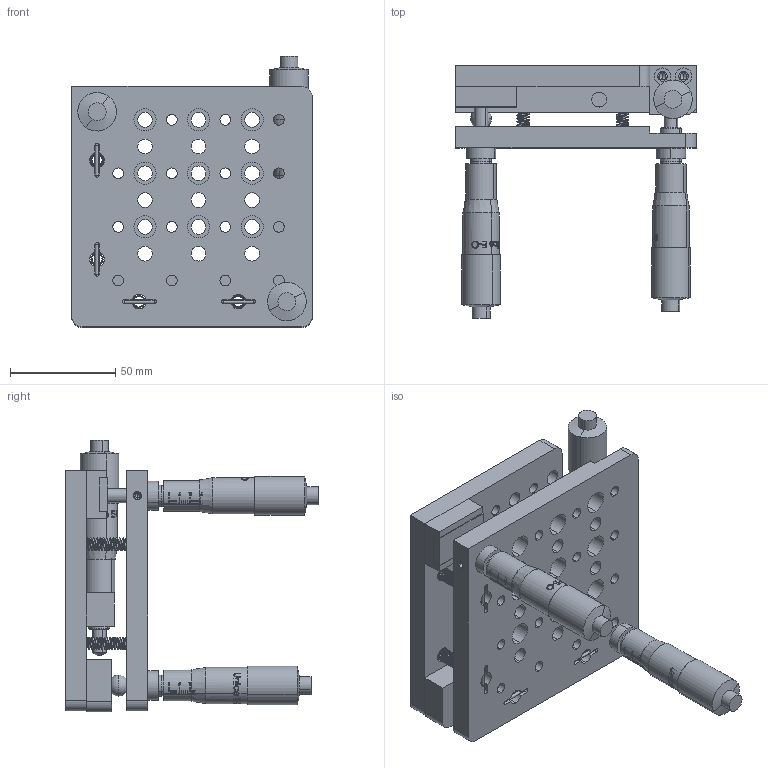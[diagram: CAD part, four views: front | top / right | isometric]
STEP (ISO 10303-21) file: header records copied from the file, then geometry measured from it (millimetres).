
FILE_DESCRIPTION (( 'STEP AP203' ), '1' );
FILE_NAME ('05TRP-4.STEP', '2016-04-21T08:49:18', ( '' ), ( '' ), 'SwSTEP 2.0', 'SolidWorks 2016', '' );
FILE_SCHEMA (( 'CONFIG_CONTROL_DESIGN' ));
Products named in the file (1): 05TRP-4
Bounding box: 114 x 119.88 x 128.9 mm (x, y, z)
Volume: 292750.8 mm3; surface area: 120344.8 mm2
Topology: 32 solids, 32 shells, 1780 faces, 4634 edges, 2998 vertices
Faces by surface type: plane 994, cylinder 365, bspline 346, cone 49, torus 16, sphere 10
Entity records: 98743 total; most frequent: CARTESIAN_POINT 56820, ORIENTED_EDGE 9210, DIRECTION 7618, EDGE_CURVE 4605, VERTEX_POINT 2992, LINE 2630, VECTOR 2630, AXIS2_PLACEMENT_3D 2494
